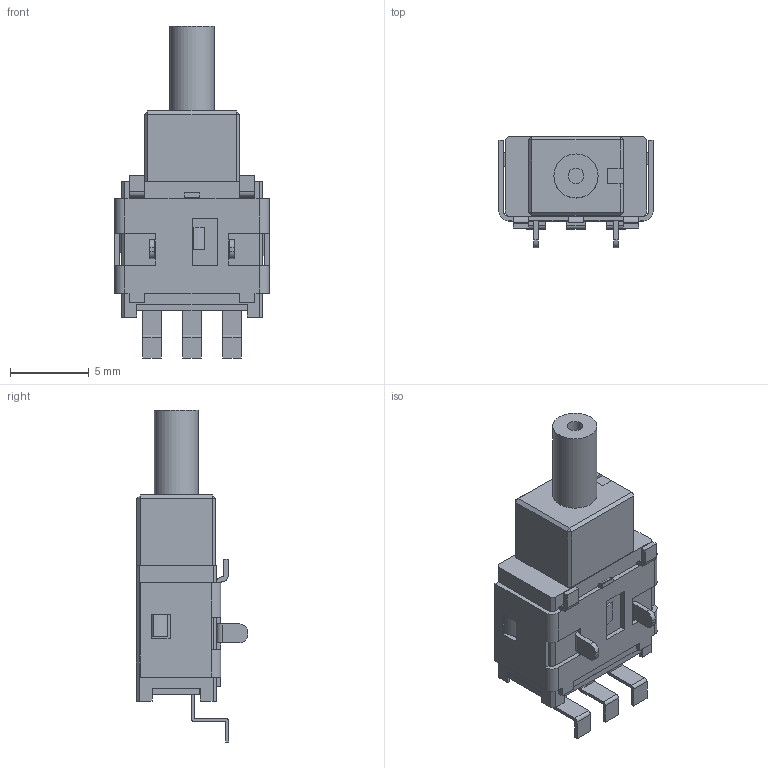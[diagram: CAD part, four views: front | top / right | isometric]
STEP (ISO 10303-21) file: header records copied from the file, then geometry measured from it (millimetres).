
FILE_DESCRIPTION( ( 'Unknown' ), '1' );
FILE_NAME( '465031712505.stp', 'Unknown', ( 'Unknown' ), ( 'Unknown' ), 'PSStep 19.0.9', 'Unknown', ' ' );
FILE_SCHEMA( ( 'AUTOMOTIVE_DESIGN { 1 0 10303 214 1 1 1 1 }' ) );
Length unit declared in the file: millimetre
Products named in the file (5): Assem1; Base; Frame; contact; Epoxy_SEal
Assembly tree (6 placements, depth 2):
  Assem1
    Base
    Frame
    contact  x3
    Epoxy_SEal
Bounding box: 9.8 x 7.08 x 21.1 mm (x, y, z)
Volume: 579 mm3; surface area: 876.7 mm2
Topology: 6 solids, 6 shells, 233 faces, 615 edges, 396 vertices
Faces by surface type: plane 187, cylinder 46
Full cylindrical faces by diameter (mm): 1 x1, 2.8 x1
Entity records: 7989 total; most frequent: CARTESIAN_POINT 1101, ORIENTED_EDGE 1082, DIRECTION 1041, EDGE_CURVE 541, LINE 465, VECTOR 465, VERTEX_POINT 348, AXIS2_PLACEMENT_3D 288
